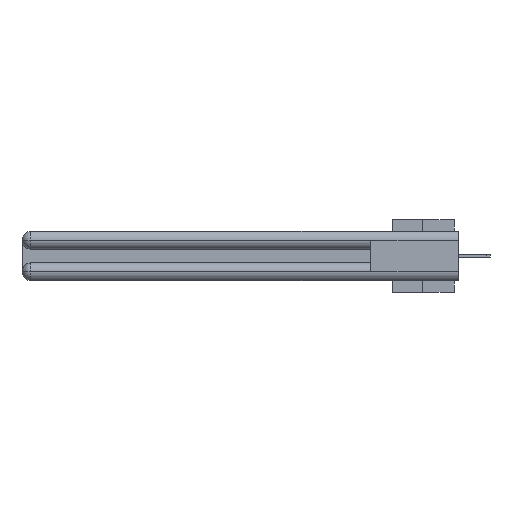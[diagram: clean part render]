
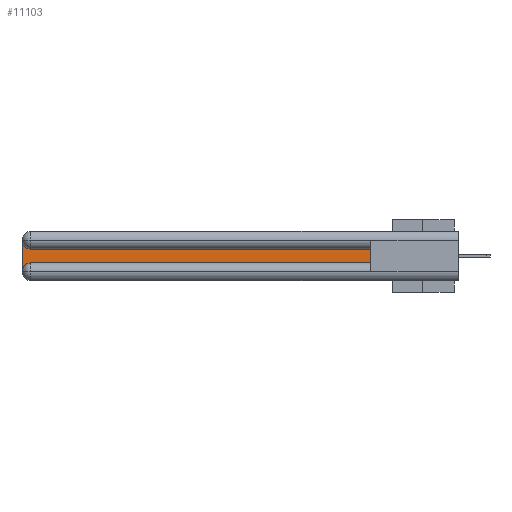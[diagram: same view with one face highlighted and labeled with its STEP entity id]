
A CAD part, left-side view. The second image highlights one B-rep face of the part: STEP entity #11103.
In plain terms, the highlighted planar face has unit normal (-1, 0, 0).
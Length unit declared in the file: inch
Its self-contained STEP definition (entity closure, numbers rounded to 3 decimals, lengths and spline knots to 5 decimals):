
#832 = CARTESIAN_POINT ( 'NONE',  ( 0.075, 0.6, -0.1225 ) ) ;
#2126 = ORIENTED_EDGE ( 'NONE', *, *, #7316, .T. ) ;
#2568 = ORIENTED_EDGE ( 'NONE', *, *, #5455, .T. ) ;
#2770 = VECTOR ( 'NONE', #32012, 39.37008 ) ;
#3164 = VERTEX_POINT ( 'NONE', #4799 ) ;
#3328 = VERTEX_POINT ( 'NONE', #13391 ) ;
#4644 = AXIS2_PLACEMENT_3D ( 'NONE', #21561, #11457, #29128 ) ;
#4799 = CARTESIAN_POINT ( 'NONE',  ( 0.075, 0.6, -0.2175 ) ) ;
#5035 = CARTESIAN_POINT ( 'NONE',  ( 0.075, 2.94, -0.2775 ) ) ;
#5455 = EDGE_CURVE ( 'NONE', #14616, #24553, #20659, .T. ) ;
#6296 = VECTOR ( 'NONE', #28771, 39.37008 ) ;
#7314 = DIRECTION ( 'NONE',  ( 0., -1., 0. ) ) ;
#7316 = EDGE_CURVE ( 'NONE', #3164, #8550, #9663, .T. ) ;
#7518 = AXIS2_PLACEMENT_3D ( 'NONE', #29395, #14325, #31923 ) ;
#7525 = ORIENTED_EDGE ( 'NONE', *, *, #12553, .T. ) ;
#8550 = VERTEX_POINT ( 'NONE', #8969 ) ;
#8902 = PLANE ( 'NONE',  #4644 ) ;
#8969 = CARTESIAN_POINT ( 'NONE',  ( 0.075, 0.6, -0.1225 ) ) ;
#9663 = LINE ( 'NONE', #29491, #2770 ) ;
#9876 = EDGE_CURVE ( 'NONE', #28142, #14616, #18310, .T. ) ;
#10526 = VECTOR ( 'NONE', #23860, 39.37008 ) ;
#11088 = CARTESIAN_POINT ( 'NONE',  ( 0.075, 3., -0.2175 ) ) ;
#11103 = ADVANCED_FACE ( 'NONE', ( #26479 ), #8902, .F. ) ;
#11457 = DIRECTION ( 'NONE',  ( 1., 0., 0. ) ) ;
#12249 = EDGE_CURVE ( 'NONE', #24553, #3164, #32643, .T. ) ;
#12553 = EDGE_CURVE ( 'NONE', #8550, #3328, #24029, .T. ) ;
#13391 = CARTESIAN_POINT ( 'NONE',  ( 0.075, 2.94, -0.1225 ) ) ;
#13721 = CARTESIAN_POINT ( 'NONE',  ( 0.075, 3., -0.2775 ) ) ;
#14325 = DIRECTION ( 'NONE',  ( 1., 0., 0. ) ) ;
#14616 = VERTEX_POINT ( 'NONE', #13721 ) ;
#14936 = CARTESIAN_POINT ( 'NONE',  ( 0.075, 0.6, -0.2175 ) ) ;
#15558 = DIRECTION ( 'NONE',  ( 0., 0., -1. ) ) ;
#16864 = DIRECTION ( 'NONE',  ( 1., 0., 0. ) ) ;
#18310 = LINE ( 'NONE', #11088, #6296 ) ;
#18331 = CARTESIAN_POINT ( 'NONE',  ( 0.075, 2.94, -0.2175 ) ) ;
#20659 = CIRCLE ( 'NONE', #27099, 0.06 ) ;
#20667 = EDGE_LOOP ( 'NONE', ( #7525, #29058, #32123, #2568, #29206, #2126 ) ) ;
#21561 = CARTESIAN_POINT ( 'NONE',  ( 0.075, 3., -0.1225 ) ) ;
#23860 = DIRECTION ( 'NONE',  ( 0., 1., 0. ) ) ;
#24029 = LINE ( 'NONE', #832, #10526 ) ;
#24553 = VERTEX_POINT ( 'NONE', #18331 ) ;
#24821 = EDGE_CURVE ( 'NONE', #3328, #28142, #26377, .T. ) ;
#25992 = VECTOR ( 'NONE', #7314, 39.37008 ) ;
#26377 = CIRCLE ( 'NONE', #7518, 0.06 ) ;
#26479 = FACE_OUTER_BOUND ( 'NONE', #20667, .T. ) ;
#26525 = CARTESIAN_POINT ( 'NONE',  ( 0.075, 3., -0.0625 ) ) ;
#27099 = AXIS2_PLACEMENT_3D ( 'NONE', #5035, #16864, #15558 ) ;
#28142 = VERTEX_POINT ( 'NONE', #26525 ) ;
#28771 = DIRECTION ( 'NONE',  ( 0., 0., -1. ) ) ;
#29058 = ORIENTED_EDGE ( 'NONE', *, *, #24821, .T. ) ;
#29128 = DIRECTION ( 'NONE',  ( 0., 0., -1. ) ) ;
#29206 = ORIENTED_EDGE ( 'NONE', *, *, #12249, .T. ) ;
#29395 = CARTESIAN_POINT ( 'NONE',  ( 0.075, 2.94, -0.0625 ) ) ;
#29491 = CARTESIAN_POINT ( 'NONE',  ( 0.075, 0.6, -0.2175 ) ) ;
#31923 = DIRECTION ( 'NONE',  ( 0., 0., -1. ) ) ;
#32012 = DIRECTION ( 'NONE',  ( 0., 0., 1. ) ) ;
#32123 = ORIENTED_EDGE ( 'NONE', *, *, #9876, .T. ) ;
#32643 = LINE ( 'NONE', #14936, #25992 ) ;
